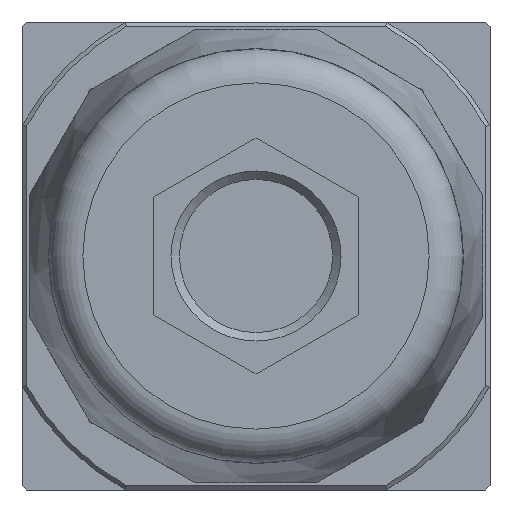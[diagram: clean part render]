
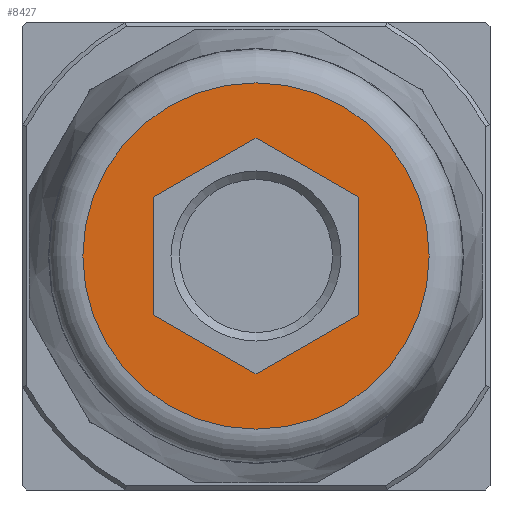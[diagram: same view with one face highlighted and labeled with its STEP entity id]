
A CAD part, front view. The second image highlights one B-rep face of the part: STEP entity #8427.
In plain terms, the highlighted planar face has unit normal (0, -1, 0).
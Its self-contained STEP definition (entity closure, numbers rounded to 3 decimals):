
#617=CIRCLE('',#8994,20.35);
#1853=ORIENTED_EDGE('',*,*,#3139,.T.);
#1854=ORIENTED_EDGE('',*,*,#3140,.T.);
#1855=ORIENTED_EDGE('',*,*,#3141,.T.);
#1856=ORIENTED_EDGE('',*,*,#3142,.T.);
#1857=ORIENTED_EDGE('',*,*,#3143,.T.);
#1858=ORIENTED_EDGE('',*,*,#3144,.T.);
#1859=ORIENTED_EDGE('',*,*,#3145,.T.);
#3139=EDGE_CURVE('',#3847,#3847,#617,.T.);
#3140=EDGE_CURVE('',#3848,#3849,#4255,.T.);
#3141=EDGE_CURVE('',#3849,#3850,#4256,.T.);
#3142=EDGE_CURVE('',#3850,#3851,#4257,.T.);
#3143=EDGE_CURVE('',#3851,#3852,#4258,.T.);
#3144=EDGE_CURVE('',#3852,#3853,#4259,.T.);
#3145=EDGE_CURVE('',#3853,#3848,#4260,.T.);
#3847=VERTEX_POINT('',#12770);
#3848=VERTEX_POINT('',#12772);
#3849=VERTEX_POINT('',#12773);
#3850=VERTEX_POINT('',#12775);
#3851=VERTEX_POINT('',#12777);
#3852=VERTEX_POINT('',#12779);
#3853=VERTEX_POINT('',#12781);
#4255=LINE('',#12771,#4658);
#4256=LINE('',#12774,#4659);
#4257=LINE('',#12776,#4660);
#4258=LINE('',#12778,#4661);
#4259=LINE('',#12780,#4662);
#4260=LINE('',#12782,#4663);
#4658=VECTOR('',#10329,1000.);
#4659=VECTOR('',#10330,1000.);
#4660=VECTOR('',#10331,1000.);
#4661=VECTOR('',#10332,1000.);
#4662=VECTOR('',#10333,1000.);
#4663=VECTOR('',#10334,1000.);
#5060=EDGE_LOOP('',(#1853));
#5061=EDGE_LOOP('',(#1854,#1855,#1856,#1857,#1858,#1859));
#5486=FACE_BOUND('',#5060,.T.);
#5487=FACE_BOUND('',#5061,.T.);
#5744=PLANE('',#8993);
#8427=ADVANCED_FACE('',(#5486,#5487),#5744,.T.);
#8993=AXIS2_PLACEMENT_3D('',#12768,#10325,#10326);
#8994=AXIS2_PLACEMENT_3D('',#12769,#10327,#10328);
#10325=DIRECTION('',(0.,-1.,0.));
#10326=DIRECTION('',(0.,0.,-1.));
#10327=DIRECTION('',(0.,-1.,0.));
#10328=DIRECTION('',(0.,0.,-1.));
#10329=DIRECTION('',(0.,0.,1.));
#10330=DIRECTION('',(0.866,0.,0.5));
#10331=DIRECTION('',(0.866,0.,-0.5));
#10332=DIRECTION('',(0.,0.,-1.));
#10333=DIRECTION('',(-0.866,0.,-0.5));
#10334=DIRECTION('',(-0.866,0.,0.5));
#12768=CARTESIAN_POINT('',(14.4,-146.,0.));
#12769=CARTESIAN_POINT('',(0.,-146.,0.));
#12770=CARTESIAN_POINT('',(0.,-146.,-20.35));
#12771=CARTESIAN_POINT('',(-12.,-146.,-6.928));
#12772=CARTESIAN_POINT('',(-12.,-146.,-6.928));
#12773=CARTESIAN_POINT('',(-12.,-146.,6.928));
#12774=CARTESIAN_POINT('',(-12.,-146.,6.928));
#12775=CARTESIAN_POINT('',(0.,-146.,13.856));
#12776=CARTESIAN_POINT('',(0.,-146.,13.856));
#12777=CARTESIAN_POINT('',(12.,-146.,6.928));
#12778=CARTESIAN_POINT('',(12.,-146.,6.928));
#12779=CARTESIAN_POINT('',(12.,-146.,-6.928));
#12780=CARTESIAN_POINT('',(12.,-146.,-6.928));
#12781=CARTESIAN_POINT('',(0.,-146.,-13.856));
#12782=CARTESIAN_POINT('',(0.,-146.,-13.856));
